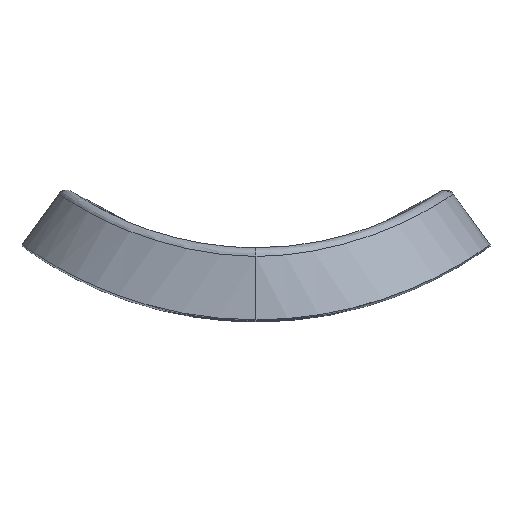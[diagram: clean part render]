
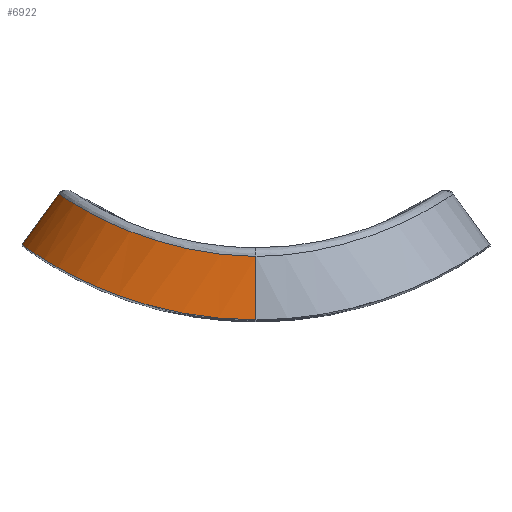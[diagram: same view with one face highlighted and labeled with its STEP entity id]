
A CAD part, top view. The second image highlights one B-rep face of the part: STEP entity #6922.
In plain terms, the highlighted cylindrical face has radius 12 mm (diameter 24 mm), a partial arc.
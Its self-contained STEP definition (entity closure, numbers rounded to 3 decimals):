
#22 = LINE ( 'NONE', #3228, #9379 ) ;
#77 = CARTESIAN_POINT ( 'NONE',  ( -4.787, 3.963, 30.28 ) ) ;
#146 = B_SPLINE_CURVE_WITH_KNOTS ( 'NONE', 3,
 ( #10020, #7226, #5462, #7192, #10851, #5421, #11670, #9055, #77, #6360, #2752, #7156, #1705, #2634, #1819, #9862, #6280, #10778, #10100, #5714, #1066, #7462, #11084, #4665, #3775, #2980 ),
 .UNSPECIFIED., .F., .F.,
 ( 4, 2, 2, 2, 2, 2, 2, 2, 2, 2, 2, 2, 4 ),
 ( 0., 0.001, 0.002, 0.004, 0.006, 0.007, 0.009, 0.01, 0.011, 0.013, 0.014, 0.015, 0.018 ),
 .UNSPECIFIED. ) ;
#224 =( BOUNDED_CURVE ( )  B_SPLINE_CURVE ( 3, ( #5878, #3195, #1387, #9514 ),
 .UNSPECIFIED., .F., .F. ) 
 B_SPLINE_CURVE_WITH_KNOTS ( ( 4, 4 ),
 ( 4.712, 4.871 ),
 .UNSPECIFIED. ) 
 CURVE ( )  GEOMETRIC_REPRESENTATION_ITEM ( )  RATIONAL_B_SPLINE_CURVE ( ( 1., 0.998, 0.998, 1. ) ) 
 REPRESENTATION_ITEM ( '' )  );
#408 = CARTESIAN_POINT ( 'NONE',  ( 0., 0., 32. ) ) ;
#479 = ORIENTED_EDGE ( 'NONE', *, *, #3006, .F. ) ;
#648 = AXIS2_PLACEMENT_3D ( 'NONE', #4567, #7400, #6581 ) ;
#1018 = CARTESIAN_POINT ( 'NONE',  ( -11.932, 3.818, 21.636 ) ) ;
#1066 = CARTESIAN_POINT ( 'NONE',  ( -9.671, 6.171, 23.598 ) ) ;
#1100 = CARTESIAN_POINT ( 'NONE',  ( -11.645, 3.617, 23.226 ) ) ;
#1179 = CARTESIAN_POINT ( 'NONE',  ( -7.556, 1.437, 29.774 ) ) ;
#1387 = CARTESIAN_POINT ( 'NONE',  ( 0., 2.172, 31.95 ) ) ;
#1705 = CARTESIAN_POINT ( 'NONE',  ( -6.999, 4.75, 28.546 ) ) ;
#1767 = CARTESIAN_POINT ( 'NONE',  ( 0., 0., 32. ) ) ;
#1819 = CARTESIAN_POINT ( 'NONE',  ( -7.883, 5.163, 27.45 ) ) ;
#1904 = VERTEX_POINT ( 'NONE', #7595 ) ;
#1942 = CARTESIAN_POINT ( 'NONE',  ( -9.953, 2.569, 27.238 ) ) ;
#2104 = CARTESIAN_POINT ( 'NONE',  ( -10.57, 2.921, 26.234 ) ) ;
#2589 = CARTESIAN_POINT ( 'NONE',  ( -12., 3.868, 20. ) ) ;
#2634 = CARTESIAN_POINT ( 'NONE',  ( -7.67, 5.06, 27.735 ) ) ;
#2752 = CARTESIAN_POINT ( 'NONE',  ( -5.678, 4.244, 29.69 ) ) ;
#2974 = CARTESIAN_POINT ( 'NONE',  ( -11.319, 3.398, 24.396 ) ) ;
#2980 = CARTESIAN_POINT ( 'NONE',  ( -10.127, 6.471, 20. ) ) ;
#3006 = EDGE_CURVE ( 'NONE', #5299, #9393, #9438, .T. ) ;
#3193 = EDGE_CURVE ( 'NONE', #9393, #7272, #22, .T. ) ;
#3195 = CARTESIAN_POINT ( 'NONE',  ( 0., 1.088, 32. ) ) ;
#3228 = CARTESIAN_POINT ( 'NONE',  ( -9.839, 6.871, 20. ) ) ;
#3546 = FACE_OUTER_BOUND ( 'NONE', #3947, .T. ) ;
#3768 = CARTESIAN_POINT ( 'NONE',  ( -12., 3.868, 20.825 ) ) ;
#3775 = CARTESIAN_POINT ( 'NONE',  ( -10.127, 6.471, 20.738 ) ) ;
#3777 = ORIENTED_EDGE ( 'NONE', *, *, #4117, .T. ) ;
#3801 = CARTESIAN_POINT ( 'NONE',  ( -8.451, 1.816, 29.024 ) ) ;
#3947 = EDGE_LOOP ( 'NONE', ( #4212, #3777, #7127, #479 ) ) ;
#4117 = EDGE_CURVE ( 'NONE', #1904, #7272, #146, .T. ) ;
#4212 = ORIENTED_EDGE ( 'NONE', *, *, #7451, .T. ) ;
#4567 = CARTESIAN_POINT ( 'NONE',  ( 9.742, 13.543, 20. ) ) ;
#4624 = CARTESIAN_POINT ( 'NONE',  ( -11.729, 3.676, 22.831 ) ) ;
#4659 = CARTESIAN_POINT ( 'NONE',  ( -8.164, 1.688, 29.284 ) ) ;
#4665 = CARTESIAN_POINT ( 'NONE',  ( -10.071, 6.433, 21.465 ) ) ;
#4699 = CARTESIAN_POINT ( 'NONE',  ( -4.408, 0.475, 31.37 ) ) ;
#4780 = CARTESIAN_POINT ( 'NONE',  ( -9.727, 2.446, 27.564 ) ) ;
#5299 = VERTEX_POINT ( 'NONE', #1767 ) ;
#5421 = CARTESIAN_POINT ( 'NONE',  ( -2.856, 3.505, 31.197 ) ) ;
#5462 = CARTESIAN_POINT ( 'NONE',  ( -0.729, 3.269, 31.741 ) ) ;
#5536 = CARTESIAN_POINT ( 'NONE',  ( -10.909, 3.132, 25.523 ) ) ;
#5666 = CARTESIAN_POINT ( 'NONE',  ( -4.02, 0.393, 31.487 ) ) ;
#5714 = CARTESIAN_POINT ( 'NONE',  ( -9.572, 6.108, 23.949 ) ) ;
#5878 = CARTESIAN_POINT ( 'NONE',  ( 0., 0., 32. ) ) ;
#6280 = CARTESIAN_POINT ( 'NONE',  ( -8.458, 5.46, 26.561 ) ) ;
#6328 = CARTESIAN_POINT ( 'NONE',  ( -10.127, 6.471, 20. ) ) ;
#6360 = CARTESIAN_POINT ( 'NONE',  ( -5.389, 4.147, 29.896 ) ) ;
#6478 = CARTESIAN_POINT ( 'NONE',  ( -6.24, 0.957, 30.63 ) ) ;
#6581 = DIRECTION ( 'NONE',  ( -0.812, 0.584, 0. ) ) ;
#6630 = CARTESIAN_POINT ( 'NONE',  ( -1.637, 0.049, 31.944 ) ) ;
#6922 = ADVANCED_FACE ( 'NONE', ( #3546 ), #10533, .T. ) ;
#7127 = ORIENTED_EDGE ( 'NONE', *, *, #3193, .F. ) ;
#7156 = CARTESIAN_POINT ( 'NONE',  ( -6.502, 4.542, 29.034 ) ) ;
#7192 = CARTESIAN_POINT ( 'NONE',  ( -1.448, 3.324, 31.593 ) ) ;
#7226 = CARTESIAN_POINT ( 'NONE',  ( -0.366, 3.252, 31.801 ) ) ;
#7272 = VERTEX_POINT ( 'NONE', #6328 ) ;
#7400 = DIRECTION ( 'NONE',  ( 0.584, 0.812, 0. ) ) ;
#7411 = CARTESIAN_POINT ( 'NONE',  ( -3.233, 0.252, 31.681 ) ) ;
#7451 = EDGE_CURVE ( 'NONE', #5299, #1904, #224, .T. ) ;
#7462 = CARTESIAN_POINT ( 'NONE',  ( -9.837, 6.278, 22.893 ) ) ;
#7517 = CARTESIAN_POINT ( 'NONE',  ( -7.234, 1.312, 30.004 ) ) ;
#7595 = CARTESIAN_POINT ( 'NONE',  ( 0., 3.246, 31.849 ) ) ;
#7756 = DIRECTION ( 'NONE',  ( 0.584, 0.812, 0. ) ) ;
#8557 = CARTESIAN_POINT ( 'NONE',  ( -0.824, 0., 32. ) ) ;
#9055 = CARTESIAN_POINT ( 'NONE',  ( -4.477, 3.876, 30.456 ) ) ;
#9207 = CARTESIAN_POINT ( 'NONE',  ( -2.837, 0.193, 31.76 ) ) ;
#9379 = VECTOR ( 'NONE', #7756, 1000. ) ;
#9393 = VERTEX_POINT ( 'NONE', #2589 ) ;
#9438 = B_SPLINE_CURVE_WITH_KNOTS ( 'NONE', 3,
 ( #408, #8557, #6630, #9207, #7411, #5666, #4699, #10053, #6478, #7517, #1179, #4659, #3801, #11037, #10215, #4780, #1942, #2104, #5536, #2974, #11120, #1100, #4624, #1018, #3768, #10091 ),
 .UNSPECIFIED., .F., .F.,
 ( 4, 2, 2, 2, 2, 2, 2, 2, 2, 2, 2, 2, 4 ),
 ( 0., 0.002, 0.004, 0.005, 0.007, 0.009, 0.01, 0.011, 0.012, 0.015, 0.016, 0.017, 0.02 ),
 .UNSPECIFIED. ) ;
#9514 = CARTESIAN_POINT ( 'NONE',  ( 0., 3.246, 31.849 ) ) ;
#9862 = CARTESIAN_POINT ( 'NONE',  ( -8.276, 5.363, 26.863 ) ) ;
#10020 = CARTESIAN_POINT ( 'NONE',  ( 0., 3.246, 31.849 ) ) ;
#10053 = CARTESIAN_POINT ( 'NONE',  ( -5.533, 0.744, 30.969 ) ) ;
#10091 = CARTESIAN_POINT ( 'NONE',  ( -12., 3.868, 20. ) ) ;
#10100 = CARTESIAN_POINT ( 'NONE',  ( -9.236, 5.901, 24.978 ) ) ;
#10215 = CARTESIAN_POINT ( 'NONE',  ( -9.248, 2.197, 28.179 ) ) ;
#10533 = CYLINDRICAL_SURFACE ( 'NONE', #648, 12. ) ;
#10778 = CARTESIAN_POINT ( 'NONE',  ( -8.959, 5.735, 25.63 ) ) ;
#10851 = CARTESIAN_POINT ( 'NONE',  ( -1.805, 3.362, 31.504 ) ) ;
#11037 = CARTESIAN_POINT ( 'NONE',  ( -8.993, 2.07, 28.471 ) ) ;
#11084 = CARTESIAN_POINT ( 'NONE',  ( -9.906, 6.323, 22.538 ) ) ;
#11120 = CARTESIAN_POINT ( 'NONE',  ( -11.44, 3.478, 24.008 ) ) ;
#11670 = CARTESIAN_POINT ( 'NONE',  ( -3.524, 3.637, 30.938 ) ) ;
